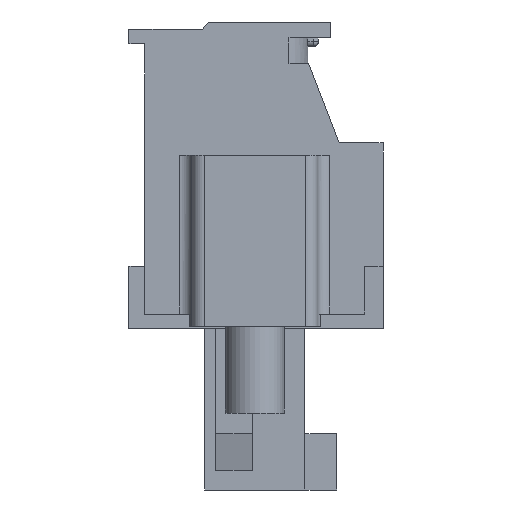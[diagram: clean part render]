
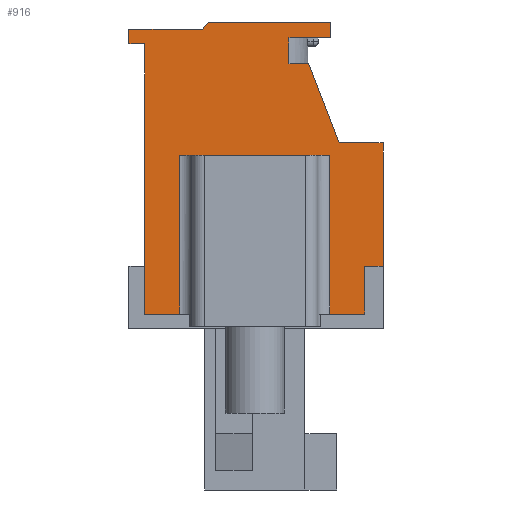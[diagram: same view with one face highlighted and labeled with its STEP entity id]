
A CAD part, left-side view. The second image highlights one B-rep face of the part: STEP entity #916.
In plain terms, the highlighted planar face has unit normal (-1, 0, 0).
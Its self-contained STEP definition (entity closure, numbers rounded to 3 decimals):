
#916 = ADVANCED_FACE( '', ( #2096 ), #2097, .T. );
#2096 = FACE_OUTER_BOUND( '', #3642, .T. );
#2097 = PLANE( '', #3643 );
#3642 = EDGE_LOOP( '', ( #5856, #5857, #5858, #5859, #5860, #5861, #5862, #5863, #5864, #5865, #5866, #5867, #5868, #5869, #5870, #5871, #5872, #5873, #5874, #5875 ) );
#3643 = AXIS2_PLACEMENT_3D( '', #5876, #5877, #5878 );
#5856 = ORIENTED_EDGE( '', *, *, #10055, .F. );
#5857 = ORIENTED_EDGE( '', *, *, #10056, .T. );
#5858 = ORIENTED_EDGE( '', *, *, #10057, .T. );
#5859 = ORIENTED_EDGE( '', *, *, #9442, .T. );
#5860 = ORIENTED_EDGE( '', *, *, #10058, .T. );
#5861 = ORIENTED_EDGE( '', *, *, #10059, .T. );
#5862 = ORIENTED_EDGE( '', *, *, #10060, .T. );
#5863 = ORIENTED_EDGE( '', *, *, #10061, .T. );
#5864 = ORIENTED_EDGE( '', *, *, #10062, .F. );
#5865 = ORIENTED_EDGE( '', *, *, #10013, .T. );
#5866 = ORIENTED_EDGE( '', *, *, #10063, .T. );
#5867 = ORIENTED_EDGE( '', *, *, #10064, .T. );
#5868 = ORIENTED_EDGE( '', *, *, #10065, .T. );
#5869 = ORIENTED_EDGE( '', *, *, #10066, .T. );
#5870 = ORIENTED_EDGE( '', *, *, #10067, .T. );
#5871 = ORIENTED_EDGE( '', *, *, #10068, .T. );
#5872 = ORIENTED_EDGE( '', *, *, #9657, .T. );
#5873 = ORIENTED_EDGE( '', *, *, #10069, .T. );
#5874 = ORIENTED_EDGE( '', *, *, #10070, .T. );
#5875 = ORIENTED_EDGE( '', *, *, #10071, .T. );
#5876 = CARTESIAN_POINT( '', ( -5.715, 0., 0. ) );
#5877 = DIRECTION( '', ( -1., 0., 0. ) );
#5878 = DIRECTION( '', ( 0., 0., 1. ) );
#9442 = EDGE_CURVE( '', #11273, #11271, #11274, .T. );
#9657 = EDGE_CURVE( '', #11659, #11660, #11661, .T. );
#10013 = EDGE_CURVE( '', #12270, #12268, #12271, .T. );
#10055 = EDGE_CURVE( '', #12340, #12341, #12342, .T. );
#10056 = EDGE_CURVE( '', #12340, #12343, #12344, .F. );
#10057 = EDGE_CURVE( '', #12343, #11273, #12345, .T. );
#10058 = EDGE_CURVE( '', #11271, #12346, #12347, .T. );
#10059 = EDGE_CURVE( '', #12346, #12348, #12349, .T. );
#10060 = EDGE_CURVE( '', #12348, #12350, #12351, .T. );
#10061 = EDGE_CURVE( '', #12350, #12352, #12353, .T. );
#10062 = EDGE_CURVE( '', #12270, #12352, #12354, .T. );
#10063 = EDGE_CURVE( '', #12268, #12355, #12356, .T. );
#10064 = EDGE_CURVE( '', #12355, #12357, #12358, .T. );
#10065 = EDGE_CURVE( '', #12357, #12359, #12360, .T. );
#10066 = EDGE_CURVE( '', #12359, #12361, #12362, .T. );
#10067 = EDGE_CURVE( '', #12361, #12363, #12364, .T. );
#10068 = EDGE_CURVE( '', #12363, #11659, #12365, .T. );
#10069 = EDGE_CURVE( '', #11660, #12366, #12367, .T. );
#10070 = EDGE_CURVE( '', #12366, #12368, #12369, .T. );
#10071 = EDGE_CURVE( '', #12368, #12341, #12370, .T. );
#11271 = VERTEX_POINT( '', #13962 );
#11273 = VERTEX_POINT( '', #13965 );
#11274 = LINE( '', #13966, #13967 );
#11659 = VERTEX_POINT( '', #14516 );
#11660 = VERTEX_POINT( '', #14517 );
#11661 = LINE( '', #14518, #14519 );
#12268 = VERTEX_POINT( '', #15406 );
#12270 = VERTEX_POINT( '', #15409 );
#12271 = LINE( '', #15410, #15411 );
#12340 = VERTEX_POINT( '', #15512 );
#12341 = VERTEX_POINT( '', #15513 );
#12342 = LINE( '', #15514, #15515 );
#12343 = VERTEX_POINT( '', #15516 );
#12344 = LINE( '', #15517, #15518 );
#12345 = LINE( '', #15519, #15520 );
#12346 = VERTEX_POINT( '', #15521 );
#12347 = LINE( '', #15522, #15523 );
#12348 = VERTEX_POINT( '', #15524 );
#12349 = LINE( '', #15525, #15526 );
#12350 = VERTEX_POINT( '', #15527 );
#12351 = LINE( '', #15528, #15529 );
#12352 = VERTEX_POINT( '', #15530 );
#12353 = LINE( '', #15531, #15532 );
#12354 = LINE( '', #15533, #15534 );
#12355 = VERTEX_POINT( '', #15535 );
#12356 = LINE( '', #15536, #15537 );
#12357 = VERTEX_POINT( '', #15538 );
#12358 = LINE( '', #15539, #15540 );
#12359 = VERTEX_POINT( '', #15541 );
#12360 = LINE( '', #15542, #15543 );
#12361 = VERTEX_POINT( '', #15544 );
#12362 = LINE( '', #15545, #15546 );
#12363 = VERTEX_POINT( '', #15547 );
#12364 = LINE( '', #15548, #15549 );
#12365 = LINE( '', #15550, #15551 );
#12366 = VERTEX_POINT( '', #15552 );
#12367 = LINE( '', #15553, #15554 );
#12368 = VERTEX_POINT( '', #15555 );
#12369 = LINE( '', #15556, #15557 );
#12370 = LINE( '', #15558, #15559 );
#13962 = CARTESIAN_POINT( '', ( -5.715, -4.5, -3.575 ) );
#13965 = CARTESIAN_POINT( '', ( -5.715, -4.5, -5.525 ) );
#13966 = CARTESIAN_POINT( '', ( -5.715, -4.5, -5.525 ) );
#13967 = VECTOR( '', #17847, 1000. );
#14516 = CARTESIAN_POINT( '', ( -5.715, 5.15, 5.525 ) );
#14517 = CARTESIAN_POINT( '', ( -5.715, 4.5, 5.525 ) );
#14518 = CARTESIAN_POINT( '', ( -5.715, 5.15, 5.525 ) );
#14519 = VECTOR( '', #18071, 1000. );
#15406 = CARTESIAN_POINT( '', ( -5.715, -1.4, 5.775 ) );
#15409 = CARTESIAN_POINT( '', ( -5.715, -1.4, 4.725 ) );
#15410 = CARTESIAN_POINT( '', ( -5.715, -1.4, 4.725 ) );
#15411 = VECTOR( '', #18429, 1000. );
#15512 = CARTESIAN_POINT( '', ( -5.715, -3.075, 0.975 ) );
#15513 = CARTESIAN_POINT( '', ( -5.715, 3.075, 0.975 ) );
#15514 = CARTESIAN_POINT( '', ( -5.715, -2.575, 0.975 ) );
#15515 = VECTOR( '', #18468, 1000. );
#15516 = CARTESIAN_POINT( '', ( -5.715, -3.075, -5.525 ) );
#15517 = CARTESIAN_POINT( '', ( -5.715, -3.075, -5.525 ) );
#15518 = VECTOR( '', #18469, 1000. );
#15519 = CARTESIAN_POINT( '', ( -5.715, 4.5, -5.525 ) );
#15520 = VECTOR( '', #18470, 1000. );
#15521 = CARTESIAN_POINT( '', ( -5.715, -5.25, -3.575 ) );
#15522 = CARTESIAN_POINT( '', ( -5.715, -4.5, -3.575 ) );
#15523 = VECTOR( '', #18471, 1000. );
#15524 = CARTESIAN_POINT( '', ( -5.715, -5.25, 1.475 ) );
#15525 = CARTESIAN_POINT( '', ( -5.715, -5.25, -3.575 ) );
#15526 = VECTOR( '', #18472, 1000. );
#15527 = CARTESIAN_POINT( '', ( -5.715, -3.45, 1.475 ) );
#15528 = CARTESIAN_POINT( '', ( -5.715, -5.25, 1.475 ) );
#15529 = VECTOR( '', #18473, 1000. );
#15530 = CARTESIAN_POINT( '', ( -5.715, -2.2, 4.725 ) );
#15531 = CARTESIAN_POINT( '', ( -5.715, -3.45, 1.475 ) );
#15532 = VECTOR( '', #18474, 1000. );
#15533 = CARTESIAN_POINT( '', ( -5.715, -1.4, 4.725 ) );
#15534 = VECTOR( '', #18475, 1000. );
#15535 = CARTESIAN_POINT( '', ( -5.715, -3.1, 5.775 ) );
#15536 = CARTESIAN_POINT( '', ( -5.715, -2.2, 5.775 ) );
#15537 = VECTOR( '', #18476, 1000. );
#15538 = CARTESIAN_POINT( '', ( -5.715, -3.1, 6.425 ) );
#15539 = CARTESIAN_POINT( '', ( -5.715, -3.1, 5.775 ) );
#15540 = VECTOR( '', #18477, 1000. );
#15541 = CARTESIAN_POINT( '', ( -5.715, 1.9, 6.425 ) );
#15542 = CARTESIAN_POINT( '', ( -5.715, -3.1, 6.425 ) );
#15543 = VECTOR( '', #18478, 1000. );
#15544 = CARTESIAN_POINT( '', ( -5.715, 2.153, 6.125 ) );
#15545 = CARTESIAN_POINT( '', ( -5.715, 1.9, 6.425 ) );
#15546 = VECTOR( '', #18479, 1000. );
#15547 = CARTESIAN_POINT( '', ( -5.715, 5.15, 6.125 ) );
#15548 = CARTESIAN_POINT( '', ( -5.715, 2.153, 6.125 ) );
#15549 = VECTOR( '', #18480, 1000. );
#15550 = CARTESIAN_POINT( '', ( -5.715, 5.15, 6.125 ) );
#15551 = VECTOR( '', #18481, 1000. );
#15552 = CARTESIAN_POINT( '', ( -5.715, 4.5, -5.525 ) );
#15553 = CARTESIAN_POINT( '', ( -5.715, 4.5, 5.525 ) );
#15554 = VECTOR( '', #18482, 1000. );
#15555 = CARTESIAN_POINT( '', ( -5.715, 3.075, -5.525 ) );
#15556 = CARTESIAN_POINT( '', ( -5.715, 4.5, -5.525 ) );
#15557 = VECTOR( '', #18483, 1000. );
#15558 = CARTESIAN_POINT( '', ( -5.715, 3.075, 0. ) );
#15559 = VECTOR( '', #18484, 1000. );
#17847 = DIRECTION( '', ( 0., 0., 1. ) );
#18071 = DIRECTION( '', ( 0., -1., 0. ) );
#18429 = DIRECTION( '', ( 0., 0., 1. ) );
#18468 = DIRECTION( '', ( 0., 1., 0. ) );
#18469 = DIRECTION( '', ( 0., 0., 1. ) );
#18470 = DIRECTION( '', ( 0., -1., 0. ) );
#18471 = DIRECTION( '', ( 0., -1., 0. ) );
#18472 = DIRECTION( '', ( 0., 0., 1. ) );
#18473 = DIRECTION( '', ( 0., 1., 0. ) );
#18474 = DIRECTION( '', ( 0., 0.359, 0.933 ) );
#18475 = DIRECTION( '', ( 0., -1., 0. ) );
#18476 = DIRECTION( '', ( 0., -1., 0. ) );
#18477 = DIRECTION( '', ( 0., 0., 1. ) );
#18478 = DIRECTION( '', ( 0., 1., 0. ) );
#18479 = DIRECTION( '', ( 0., 0.644, -0.765 ) );
#18480 = DIRECTION( '', ( 0., 1., 0. ) );
#18481 = DIRECTION( '', ( 0., 0., -1. ) );
#18482 = DIRECTION( '', ( 0., 0., -1. ) );
#18483 = DIRECTION( '', ( 0., -1., 0. ) );
#18484 = DIRECTION( '', ( 0., 0., 1. ) );
